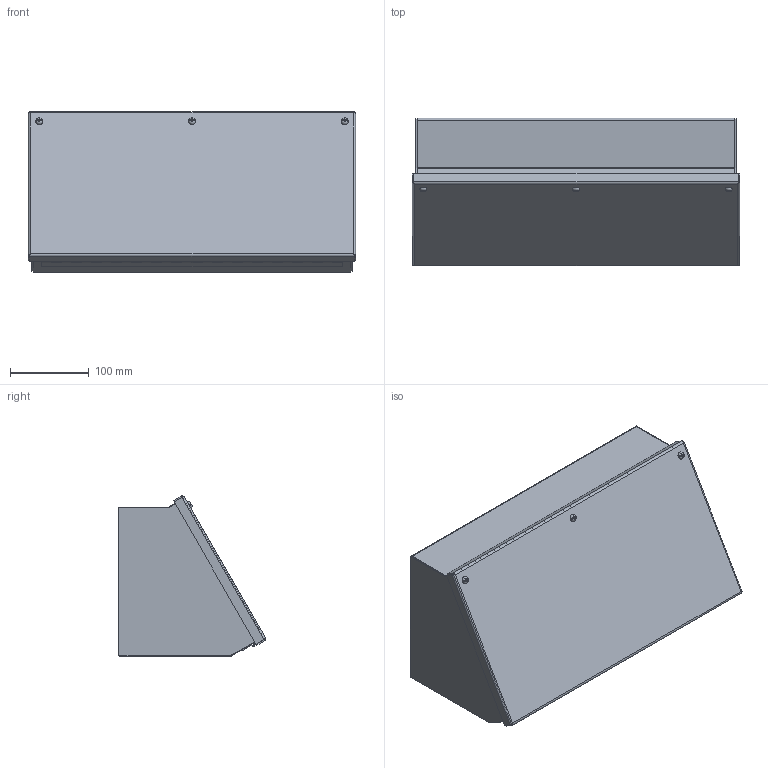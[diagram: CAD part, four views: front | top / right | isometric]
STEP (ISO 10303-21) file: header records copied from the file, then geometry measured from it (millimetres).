
FILE_DESCRIPTION (( 'STEP AP203' ), '1' );
FILE_NAME ('1488EJ7_Default.step', '2019-11-12T18:45:11', ( '' ), ( '' ), 'SwSTEP 2.0', 'SolidWorks 2019', '' );
FILE_SCHEMA (( 'CONFIG_CONTROL_DESIGN' ));
Length unit declared in the file: inch
Products named in the file (1): 1488EJ7_Default
Bounding box: 415.11 x 187.26 x 203.4 mm (x, y, z)
Volume: 839126.1 mm3; surface area: 816740.1 mm2
Topology: 22 solids, 22 shells, 638 faces, 1682 edges, 1103 vertices
Faces by surface type: plane 381, cylinder 221, cone 20, bspline 10, torus 6
Entity records: 20163 total; most frequent: CARTESIAN_POINT 4052, DIRECTION 3360, ORIENTED_EDGE 3360, EDGE_CURVE 1680, AXIS2_PLACEMENT_3D 1131, VERTEX_POINT 1103, LINE 1098, VECTOR 1098
